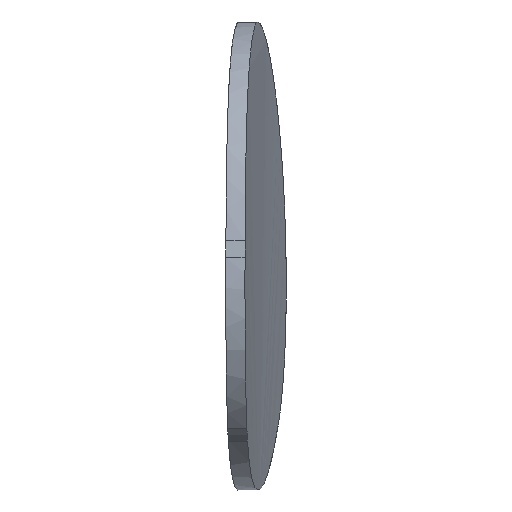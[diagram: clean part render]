
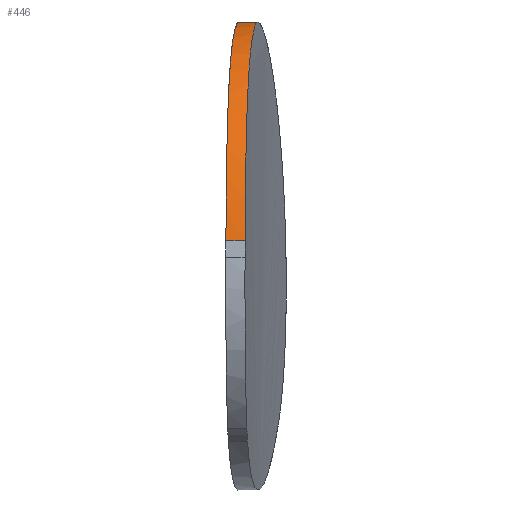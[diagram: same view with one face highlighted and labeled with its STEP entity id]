
A CAD part, left-side view. The second image highlights one B-rep face of the part: STEP entity #446.
In plain terms, the highlighted free-form (B-spline) face has degree [1, 2] with [2, 3] control points.
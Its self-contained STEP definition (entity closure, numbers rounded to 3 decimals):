
#29=LINE('',#1025,#51);
#35=LINE('',#1067,#57);
#51=VECTOR('',#480,10.);
#57=VECTOR('',#486,10.);
#82=FACE_OUTER_BOUND('',#108,.T.);
#108=EDGE_LOOP('',(#379,#380,#381,#382));
#141=B_SPLINE_CURVE_WITH_KNOTS('',3,(#855,#856,#857,#858,#859,#860,#861,
#862,#863,#864,#865,#866,#867,#868,#869,#870),.UNSPECIFIED.,.F.,.F.,(4,
3,3,3,3,4),(8.756,9.67,10.347,10.852,
11.945,12.223),.UNSPECIFIED.);
#151=B_SPLINE_CURVE_WITH_KNOTS('',3,(#950,#951,#952,#953,#954,#955,#956,
#957,#958,#959,#960,#961,#962,#963,#964,#965),.UNSPECIFIED.,.F.,.F.,(4,
3,3,3,3,4),(4.485,5.574,6.182,6.653,
7.752,7.952),.UNSPECIFIED.);
#185=VERTEX_POINT('',#831);
#186=VERTEX_POINT('',#854);
#195=VERTEX_POINT('',#944);
#196=VERTEX_POINT('',#949);
#240=EDGE_CURVE('',#186,#185,#141,.T.);
#250=EDGE_CURVE('',#196,#195,#151,.T.);
#257=EDGE_CURVE('',#185,#196,#29,.T.);
#263=EDGE_CURVE('',#186,#195,#35,.T.);
#379=ORIENTED_EDGE('',*,*,#240,.T.);
#380=ORIENTED_EDGE('',*,*,#257,.T.);
#381=ORIENTED_EDGE('',*,*,#250,.T.);
#382=ORIENTED_EDGE('',*,*,#263,.F.);
#420=(
BOUNDED_SURFACE()
B_SPLINE_SURFACE(1,2,((#1061,#1062,#1063),(#1064,#1065,#1066)),
 .UNSPECIFIED.,.F.,.F.,.F.)
B_SPLINE_SURFACE_WITH_KNOTS((2,2),(3,3),(0.245,0.365),
(-1.422,-0.111),.UNSPECIFIED.)
GEOMETRIC_REPRESENTATION_ITEM()
RATIONAL_B_SPLINE_SURFACE(((1.,0.793,1.),(1.,0.793,
1.)))
REPRESENTATION_ITEM('')
SURFACE()
);
#446=ADVANCED_FACE('',(#82),#420,.F.);
#480=DIRECTION('',(0.,1.,0.));
#486=DIRECTION('',(0.,1.,0.));
#831=CARTESIAN_POINT('',(-30.82,3.06,28.557));
#854=CARTESIAN_POINT('',(-53.896,4.284,5.741));
#855=CARTESIAN_POINT('Ctrl Pts',(-53.896,4.284,5.741));
#856=CARTESIAN_POINT('Ctrl Pts',(-53.45,4.272,8.797));
#857=CARTESIAN_POINT('Ctrl Pts',(-52.459,4.245,11.863));
#858=CARTESIAN_POINT('Ctrl Pts',(-50.997,4.196,14.626));
#859=CARTESIAN_POINT('Ctrl Pts',(-49.913,4.16,16.673));
#860=CARTESIAN_POINT('Ctrl Pts',(-48.574,4.111,18.554));
#861=CARTESIAN_POINT('Ctrl Pts',(-47.093,4.048,20.179));
#862=CARTESIAN_POINT('Ctrl Pts',(-45.989,4.001,21.39));
#863=CARTESIAN_POINT('Ctrl Pts',(-44.783,3.946,22.494));
#864=CARTESIAN_POINT('Ctrl Pts',(-43.442,3.878,23.503));
#865=CARTESIAN_POINT('Ctrl Pts',(-40.539,3.731,25.688));
#866=CARTESIAN_POINT('Ctrl Pts',(-37.076,3.525,27.3));
#867=CARTESIAN_POINT('Ctrl Pts',(-33.53,3.266,28.098));
#868=CARTESIAN_POINT('Ctrl Pts',(-32.628,3.2,28.301));
#869=CARTESIAN_POINT('Ctrl Pts',(-31.721,3.131,28.454));
#870=CARTESIAN_POINT('Ctrl Pts',(-30.82,3.06,28.557));
#944=CARTESIAN_POINT('',(-53.896,6.284,5.741));
#949=CARTESIAN_POINT('',(-30.82,5.06,28.557));
#950=CARTESIAN_POINT('Ctrl Pts',(-30.82,5.06,28.557));
#951=CARTESIAN_POINT('Ctrl Pts',(-34.349,5.339,28.152));
#952=CARTESIAN_POINT('Ctrl Pts',(-37.946,5.577,26.954));
#953=CARTESIAN_POINT('Ctrl Pts',(-41.092,5.753,25.08));
#954=CARTESIAN_POINT('Ctrl Pts',(-42.851,5.851,24.033));
#955=CARTESIAN_POINT('Ctrl Pts',(-44.471,5.931,22.783));
#956=CARTESIAN_POINT('Ctrl Pts',(-45.891,5.995,21.415));
#957=CARTESIAN_POINT('Ctrl Pts',(-46.989,6.045,20.356));
#958=CARTESIAN_POINT('Ctrl Pts',(-47.996,6.086,19.209));
#959=CARTESIAN_POINT('Ctrl Pts',(-48.926,6.122,17.937));
#960=CARTESIAN_POINT('Ctrl Pts',(-51.096,6.205,14.968));
#961=CARTESIAN_POINT('Ctrl Pts',(-52.715,6.251,11.406));
#962=CARTESIAN_POINT('Ctrl Pts',(-53.528,6.274,7.741));
#963=CARTESIAN_POINT('Ctrl Pts',(-53.676,6.278,7.076));
#964=CARTESIAN_POINT('Ctrl Pts',(-53.798,6.281,6.408));
#965=CARTESIAN_POINT('Ctrl Pts',(-53.896,6.284,5.741));
#1025=CARTESIAN_POINT('',(-30.82,-3.554,28.557));
#1061=CARTESIAN_POINT('Ctrl Pts',(-53.896,3.06,5.741));
#1062=CARTESIAN_POINT('Ctrl Pts',(-50.904,3.06,26.253));
#1063=CARTESIAN_POINT('Ctrl Pts',(-30.82,3.06,28.557));
#1064=CARTESIAN_POINT('Ctrl Pts',(-53.896,6.284,5.741));
#1065=CARTESIAN_POINT('Ctrl Pts',(-50.904,6.284,26.253));
#1066=CARTESIAN_POINT('Ctrl Pts',(-30.82,6.284,28.557));
#1067=CARTESIAN_POINT('',(-53.896,-3.554,5.741));
